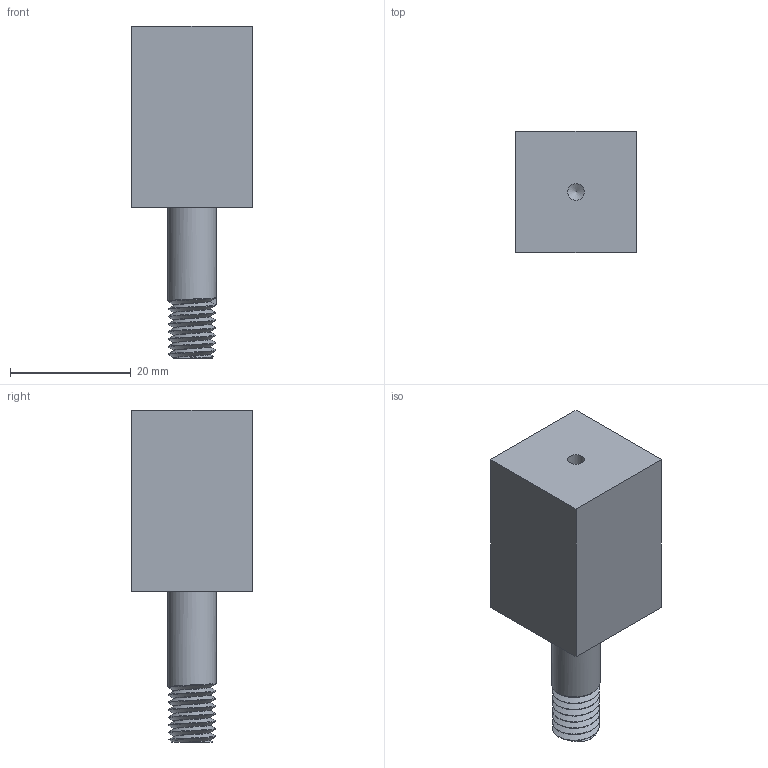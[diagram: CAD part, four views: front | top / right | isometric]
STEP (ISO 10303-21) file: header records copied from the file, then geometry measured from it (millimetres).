
FILE_DESCRIPTION(/* description */ ('STEP AP214'),/* implementation_level */ '2;1');
FILE_NAME(/* name */ '60df297cc47cf516e37192c2',/* time_stamp */ '2021-07-02T14:58:05+00:00',/* author */ (''),/* organization */ (''),/* preprocessor_version */ 'ST-DEVELOPER v18.1',/* originating_system */ ' ',/* authorisation */ ' ');
FILE_SCHEMA (('AUTOMOTIVE_DESIGN {1 0 10303 214 3 1 1}'));
Length unit declared in the file: metre
Products named in the file (1): Part 1
Bounding box: 20 x 20 x 55 mm (x, y, z)
Volume: 13105.3 mm3; surface area: 4082 mm2
Topology: 1 solids, 1 shells, 17 faces, 40 edges, 26 vertices
Faces by surface type: plane 8, bspline 4, cylinder 3, cone 2
Full cylindrical faces by diameter (mm): 2.75 x1, 8 x1
Entity records: 1596 total; most frequent: CARTESIAN_POINT 1229, ORIENTED_EDGE 72, DIRECTION 56, EDGE_CURVE 36, VERTEX_POINT 26, FACE_BOUND 22, EDGE_LOOP 21, AXIS2_PLACEMENT_3D 19
